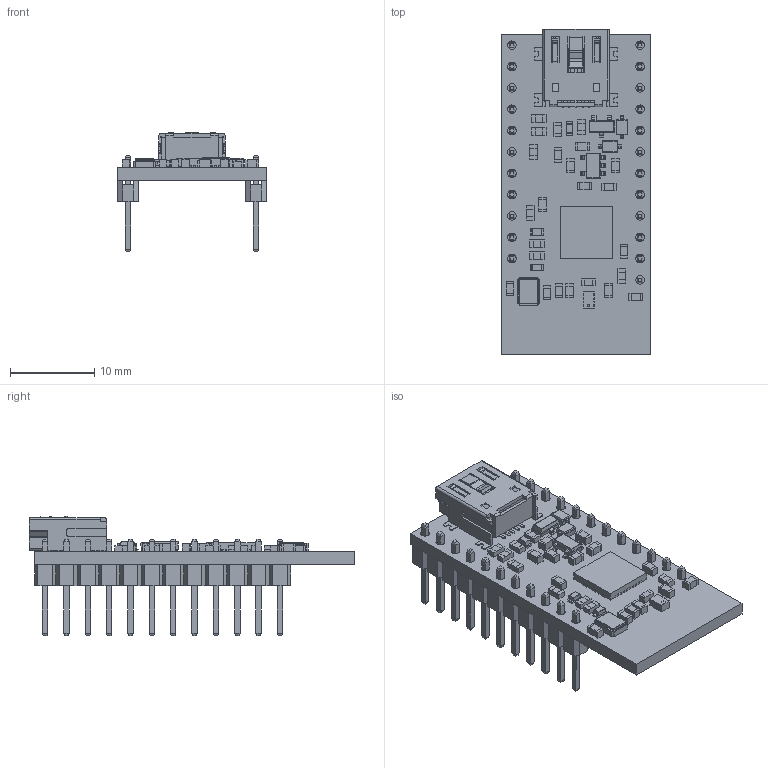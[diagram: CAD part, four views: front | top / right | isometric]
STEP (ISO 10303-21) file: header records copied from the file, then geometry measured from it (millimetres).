
FILE_DESCRIPTION (( 'STEP AP214' ), '1' );
FILE_NAME ('wixel-programmable-usb-wireless-module.step', '2018-01-02T19:34:50', ( '' ), ( '' ), 'SwSTEP 2.0', 'SolidWorks 2016', '' );
FILE_SCHEMA (( 'AUTOMOTIVE_DESIGN' ));
Length unit declared in the file: millimetre
Products named in the file (1): wixel-programmable-usb-wireless-module
Bounding box: 17.78 x 38.72 x 14.27 mm (x, y, z)
Volume: 1680.7 mm3; surface area: 3745.3 mm2
Topology: 3 solids, 3 shells, 2188 faces, 5849 edges, 3744 vertices
Faces by surface type: plane 1817, cylinder 224, bspline 135, torus 12
Full cylindrical faces by diameter (mm): 1.016 x25
Entity records: 95702 total; most frequent: CARTESIAN_POINT 17868, ORIENTED_EDGE 11648, DIRECTION 9926, EDGE_CURVE 5824, LINE 5026, VECTOR 5026, VERTEX_POINT 3744, EDGE_LOOP 2462
